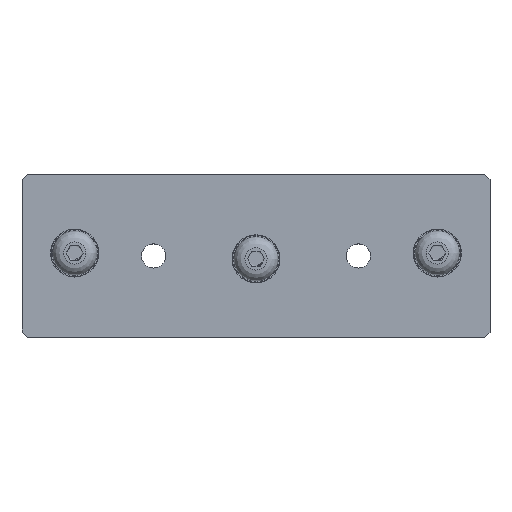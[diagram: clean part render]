
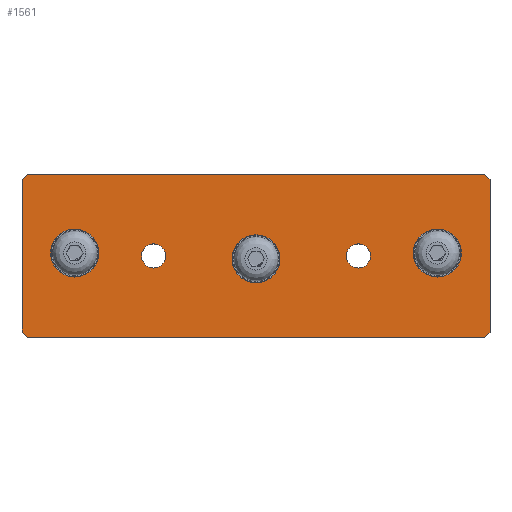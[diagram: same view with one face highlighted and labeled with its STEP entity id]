
A CAD part, top view. The second image highlights one B-rep face of the part: STEP entity #1561.
In plain terms, the highlighted planar face has unit normal (0, 0, 1).
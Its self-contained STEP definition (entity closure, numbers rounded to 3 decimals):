
#160=FACE_BOUND('',#399,.T.);
#161=FACE_BOUND('',#400,.T.);
#162=FACE_BOUND('',#401,.T.);
#163=FACE_BOUND('',#402,.T.);
#164=FACE_BOUND('',#403,.T.);
#187=CIRCLE('',#1799,2.067);
#188=CIRCLE('',#1801,2.067);
#191=CIRCLE('',#1806,4.1);
#194=CIRCLE('',#1812,4.1);
#197=CIRCLE('',#1818,4.1);
#291=FACE_OUTER_BOUND('',#398,.T.);
#398=EDGE_LOOP('',(#1151,#1152,#1153,#1154,#1155,#1156,#1157,#1158));
#399=EDGE_LOOP('',(#1159));
#400=EDGE_LOOP('',(#1160));
#401=EDGE_LOOP('',(#1161));
#402=EDGE_LOOP('',(#1162));
#403=EDGE_LOOP('',(#1163));
#501=LINE('',#2513,#613);
#510=LINE('',#2541,#622);
#512=LINE('',#2545,#624);
#514=LINE('',#2550,#626);
#518=LINE('',#2556,#630);
#519=LINE('',#2559,#631);
#521=LINE('',#2562,#633);
#530=LINE('',#2605,#642);
#613=VECTOR('',#1994,10.);
#622=VECTOR('',#2017,10.);
#624=VECTOR('',#2021,10.);
#626=VECTOR('',#2025,10.);
#630=VECTOR('',#2031,10.);
#631=VECTOR('',#2034,10.);
#633=VECTOR('',#2038,10.);
#642=VECTOR('',#2093,10.);
#725=VERTEX_POINT('',#2510);
#726=VERTEX_POINT('',#2512);
#738=VERTEX_POINT('',#2540);
#739=VERTEX_POINT('',#2544);
#740=VERTEX_POINT('',#2548);
#741=VERTEX_POINT('',#2549);
#742=VERTEX_POINT('',#2554);
#743=VERTEX_POINT('',#2558);
#744=VERTEX_POINT('',#2564);
#745=VERTEX_POINT('',#2568);
#748=VERTEX_POINT('',#2577);
#751=VERTEX_POINT('',#2588);
#754=VERTEX_POINT('',#2599);
#862=EDGE_CURVE('',#725,#726,#501,.T.);
#876=EDGE_CURVE('',#738,#726,#510,.T.);
#878=EDGE_CURVE('',#738,#739,#512,.T.);
#880=EDGE_CURVE('',#740,#741,#514,.T.);
#884=EDGE_CURVE('',#740,#742,#518,.T.);
#885=EDGE_CURVE('',#743,#742,#519,.T.);
#887=EDGE_CURVE('',#743,#739,#521,.T.);
#888=EDGE_CURVE('',#744,#744,#187,.T.);
#890=EDGE_CURVE('',#745,#745,#188,.T.);
#894=EDGE_CURVE('',#748,#748,#191,.T.);
#899=EDGE_CURVE('',#751,#751,#194,.T.);
#904=EDGE_CURVE('',#754,#754,#197,.T.);
#907=EDGE_CURVE('',#725,#741,#530,.T.);
#1151=ORIENTED_EDGE('',*,*,#862,.F.);
#1152=ORIENTED_EDGE('',*,*,#907,.T.);
#1153=ORIENTED_EDGE('',*,*,#880,.F.);
#1154=ORIENTED_EDGE('',*,*,#884,.T.);
#1155=ORIENTED_EDGE('',*,*,#885,.F.);
#1156=ORIENTED_EDGE('',*,*,#887,.T.);
#1157=ORIENTED_EDGE('',*,*,#878,.F.);
#1158=ORIENTED_EDGE('',*,*,#876,.T.);
#1159=ORIENTED_EDGE('',*,*,#888,.T.);
#1160=ORIENTED_EDGE('',*,*,#890,.T.);
#1161=ORIENTED_EDGE('',*,*,#894,.T.);
#1162=ORIENTED_EDGE('',*,*,#899,.T.);
#1163=ORIENTED_EDGE('',*,*,#904,.T.);
#1496=PLANE('',#1821);
#1561=ADVANCED_FACE('',(#291,#160,#161,#162,#163,#164),#1496,.T.);
#1799=AXIS2_PLACEMENT_3D('',#2565,#2041,#2042);
#1801=AXIS2_PLACEMENT_3D('',#2569,#2046,#2047);
#1806=AXIS2_PLACEMENT_3D('',#2578,#2057,#2058);
#1812=AXIS2_PLACEMENT_3D('',#2589,#2071,#2072);
#1818=AXIS2_PLACEMENT_3D('',#2600,#2085,#2086);
#1821=AXIS2_PLACEMENT_3D('',#2606,#2094,#2095);
#1994=DIRECTION('',(-0.707,0.707,0.));
#2017=DIRECTION('',(0.,-1.,0.));
#2021=DIRECTION('',(0.707,0.707,0.));
#2025=DIRECTION('',(-0.707,-0.707,0.));
#2031=DIRECTION('',(0.,1.,0.));
#2034=DIRECTION('',(0.707,-0.707,0.));
#2038=DIRECTION('',(-1.,0.,0.));
#2041=DIRECTION('center_axis',(0.,0.,-1.));
#2042=DIRECTION('ref_axis',(1.,0.,0.));
#2046=DIRECTION('center_axis',(0.,0.,-1.));
#2047=DIRECTION('ref_axis',(1.,0.,0.));
#2057=DIRECTION('center_axis',(0.,0.,-1.));
#2058=DIRECTION('ref_axis',(1.,0.,0.));
#2071=DIRECTION('center_axis',(0.,0.,-1.));
#2072=DIRECTION('ref_axis',(1.,0.,0.));
#2085=DIRECTION('center_axis',(0.,0.,-1.));
#2086=DIRECTION('ref_axis',(1.,0.,0.));
#2093=DIRECTION('',(1.,0.,0.));
#2094=DIRECTION('center_axis',(0.,0.,1.));
#2095=DIRECTION('ref_axis',(1.,0.,0.));
#2510=CARTESIAN_POINT('',(-39.,-14.,4.7));
#2512=CARTESIAN_POINT('',(-40.,-13.,4.7));
#2513=CARTESIAN_POINT('',(-33.,-20.,4.7));
#2540=CARTESIAN_POINT('',(-40.,13.,4.7));
#2541=CARTESIAN_POINT('',(-40.,14.,4.7));
#2544=CARTESIAN_POINT('',(-39.,14.,4.7));
#2545=CARTESIAN_POINT('',(-33.,20.,4.7));
#2548=CARTESIAN_POINT('',(40.,-13.,4.7));
#2549=CARTESIAN_POINT('',(39.,-14.,4.7));
#2550=CARTESIAN_POINT('',(33.,-20.,4.7));
#2554=CARTESIAN_POINT('',(40.,13.,4.7));
#2556=CARTESIAN_POINT('',(40.,-14.,4.7));
#2558=CARTESIAN_POINT('',(39.,14.,4.7));
#2559=CARTESIAN_POINT('',(33.,20.,4.7));
#2562=CARTESIAN_POINT('',(40.,14.,4.7));
#2564=CARTESIAN_POINT('',(-19.567,0.,4.7));
#2565=CARTESIAN_POINT('Origin',(-17.5,0.,4.7));
#2568=CARTESIAN_POINT('',(15.433,0.,4.7));
#2569=CARTESIAN_POINT('Origin',(17.5,0.,4.7));
#2577=CARTESIAN_POINT('',(26.9,0.5,4.7));
#2578=CARTESIAN_POINT('Origin',(31.,0.5,4.7));
#2588=CARTESIAN_POINT('',(-35.1,0.5,4.7));
#2589=CARTESIAN_POINT('Origin',(-31.,0.5,4.7));
#2599=CARTESIAN_POINT('',(-4.1,-0.5,4.7));
#2600=CARTESIAN_POINT('Origin',(0.,-0.5,4.7));
#2605=CARTESIAN_POINT('',(-40.,-14.,4.7));
#2606=CARTESIAN_POINT('Origin',(0.,0.,4.7));
